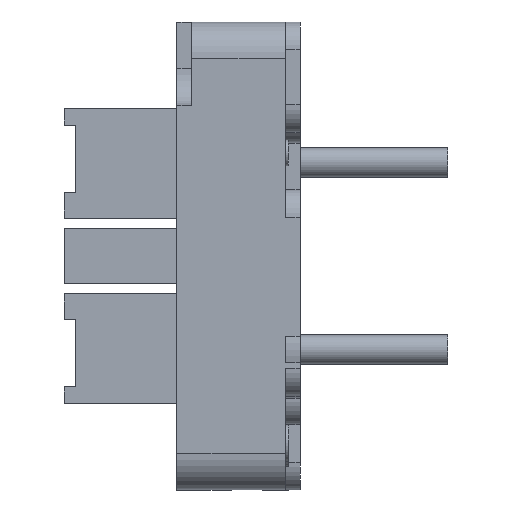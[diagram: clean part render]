
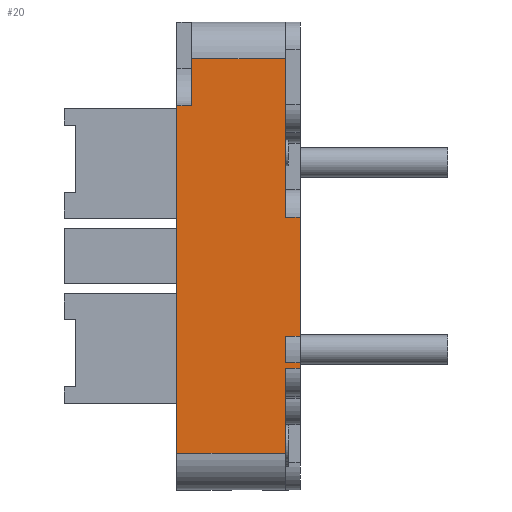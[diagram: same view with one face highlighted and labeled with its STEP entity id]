
A CAD part, left-side view. The second image highlights one B-rep face of the part: STEP entity #20.
In plain terms, the highlighted planar face has unit normal (-1, 0, 0).
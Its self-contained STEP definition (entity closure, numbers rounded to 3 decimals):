
#20 = ADVANCED_FACE ( 'NONE', ( #1446 ), #2307, .T. ) ;
#23 = CARTESIAN_POINT ( 'NONE',  ( -6.35, 0., -2.9 ) ) ;
#43 = DIRECTION ( 'NONE',  ( 0., 0., 1. ) ) ;
#73 = CARTESIAN_POINT ( 'NONE',  ( -6.35, 0.4, 5.35 ) ) ;
#75 = VERTEX_POINT ( 'NONE', #1350 ) ;
#84 = EDGE_CURVE ( 'NONE', #3606, #1457, #5578, .T. ) ;
#141 = VECTOR ( 'NONE', #3744, 1000. ) ;
#234 = CARTESIAN_POINT ( 'NONE',  ( -6.35, 4.134, -2.18 ) ) ;
#274 = ORIENTED_EDGE ( 'NONE', *, *, #84, .T. ) ;
#286 = VECTOR ( 'NONE', #684, 1000. ) ;
#316 = EDGE_CURVE ( 'NONE', #75, #2498, #3788, .T. ) ;
#322 = VERTEX_POINT ( 'NONE', #1065 ) ;
#340 = CARTESIAN_POINT ( 'NONE',  ( -6.35, 2.95, 5.35 ) ) ;
#384 = DIRECTION ( 'NONE',  ( 0., -1., 0. ) ) ;
#413 = VERTEX_POINT ( 'NONE', #4176 ) ;
#630 = LINE ( 'NONE', #5618, #4891 ) ;
#646 = ORIENTED_EDGE ( 'NONE', *, *, #5544, .F. ) ;
#648 = LINE ( 'NONE', #234, #286 ) ;
#684 = DIRECTION ( 'NONE',  ( 0., 1., 0. ) ) ;
#735 = VERTEX_POINT ( 'NONE', #1684 ) ;
#901 = VECTOR ( 'NONE', #4353, 1000. ) ;
#931 = LINE ( 'NONE', #2744, #3238 ) ;
#957 = LINE ( 'NONE', #4066, #3611 ) ;
#1051 = VECTOR ( 'NONE', #3837, 1000. ) ;
#1065 = CARTESIAN_POINT ( 'NONE',  ( -6.35, 0.4, -2.9 ) ) ;
#1112 = LINE ( 'NONE', #4755, #1051 ) ;
#1171 = CARTESIAN_POINT ( 'NONE',  ( -6.35, 0.4, 5.35 ) ) ;
#1333 = VECTOR ( 'NONE', #5145, 1000. ) ;
#1350 = CARTESIAN_POINT ( 'NONE',  ( -6.35, 0.4, -3.05 ) ) ;
#1414 = DIRECTION ( 'NONE',  ( 0., 1., 0. ) ) ;
#1422 = VECTOR ( 'NONE', #4111, 1000. ) ;
#1446 = FACE_OUTER_BOUND ( 'NONE', #2773, .T. ) ;
#1457 = VERTEX_POINT ( 'NONE', #4305 ) ;
#1471 = CARTESIAN_POINT ( 'NONE',  ( -6.35, 0.4, 1.05 ) ) ;
#1552 = ORIENTED_EDGE ( 'NONE', *, *, #5037, .F. ) ;
#1559 = CARTESIAN_POINT ( 'NONE',  ( -6.35, -17.961, -5.35 ) ) ;
#1684 = CARTESIAN_POINT ( 'NONE',  ( -6.35, 3.35, -5.35 ) ) ;
#1718 = VECTOR ( 'NONE', #1785, 1000. ) ;
#1785 = DIRECTION ( 'NONE',  ( 0., 0., 1. ) ) ;
#1815 = LINE ( 'NONE', #4469, #4398 ) ;
#1976 = DIRECTION ( 'NONE',  ( 0., 0., -1. ) ) ;
#2188 = VECTOR ( 'NONE', #1976, 1000. ) ;
#2200 = VERTEX_POINT ( 'NONE', #4172 ) ;
#2293 = VECTOR ( 'NONE', #1414, 1000. ) ;
#2307 = PLANE ( 'NONE',  #3438 ) ;
#2331 = ORIENTED_EDGE ( 'NONE', *, *, #5119, .F. ) ;
#2352 = EDGE_CURVE ( 'NONE', #4236, #2200, #648, .T. ) ;
#2397 = LINE ( 'NONE', #1559, #901 ) ;
#2443 = LINE ( 'NONE', #4282, #3671 ) ;
#2471 = CARTESIAN_POINT ( 'NONE',  ( -6.35, 0., 1.05 ) ) ;
#2498 = VERTEX_POINT ( 'NONE', #4656 ) ;
#2566 = EDGE_CURVE ( 'NONE', #413, #4663, #5849, .T. ) ;
#2744 = CARTESIAN_POINT ( 'NONE',  ( -6.35, 0., 1.8 ) ) ;
#2773 = EDGE_LOOP ( 'NONE', ( #2331, #5560, #5715, #3480, #274, #4264, #5895, #1552, #5235, #3475, #646, #3520, #5382, #5055 ) ) ;
#2804 = DIRECTION ( 'NONE',  ( 0., 1., 0. ) ) ;
#2890 = DIRECTION ( 'NONE',  ( 0., 0., 1. ) ) ;
#2893 = VERTEX_POINT ( 'NONE', #73 ) ;
#2969 = EDGE_CURVE ( 'NONE', #4752, #3771, #931, .T. ) ;
#3065 = CARTESIAN_POINT ( 'NONE',  ( -6.35, 3.35, 4.08 ) ) ;
#3238 = VECTOR ( 'NONE', #43, 1000. ) ;
#3438 = AXIS2_PLACEMENT_3D ( 'NONE', #4081, #4563, #4598 ) ;
#3468 = EDGE_CURVE ( 'NONE', #2893, #4341, #957, .T. ) ;
#3475 = ORIENTED_EDGE ( 'NONE', *, *, #4477, .F. ) ;
#3480 = ORIENTED_EDGE ( 'NONE', *, *, #3858, .T. ) ;
#3520 = ORIENTED_EDGE ( 'NONE', *, *, #316, .F. ) ;
#3606 = VERTEX_POINT ( 'NONE', #2471 ) ;
#3611 = VECTOR ( 'NONE', #2804, 1000. ) ;
#3671 = VECTOR ( 'NONE', #5665, 1000. ) ;
#3744 = DIRECTION ( 'NONE',  ( 0., 0., 1. ) ) ;
#3771 = VERTEX_POINT ( 'NONE', #23 ) ;
#3788 = LINE ( 'NONE', #4669, #1333 ) ;
#3836 = CARTESIAN_POINT ( 'NONE',  ( -6.35, 2.95, 6.35 ) ) ;
#3837 = DIRECTION ( 'NONE',  ( 0., 0., -1. ) ) ;
#3858 = EDGE_CURVE ( 'NONE', #4236, #3606, #4990, .T. ) ;
#3889 = EDGE_CURVE ( 'NONE', #75, #4752, #1815, .T. ) ;
#4066 = CARTESIAN_POINT ( 'NONE',  ( -6.35, -17.961, 5.35 ) ) ;
#4081 = CARTESIAN_POINT ( 'NONE',  ( -6.35, -17.961, 5.35 ) ) ;
#4111 = DIRECTION ( 'NONE',  ( 0., 1., 0. ) ) ;
#4172 = CARTESIAN_POINT ( 'NONE',  ( -6.35, 0.4, -2.18 ) ) ;
#4176 = CARTESIAN_POINT ( 'NONE',  ( -6.35, 2.95, 4.08 ) ) ;
#4219 = EDGE_CURVE ( 'NONE', #2200, #322, #1112, .T. ) ;
#4236 = VERTEX_POINT ( 'NONE', #5666 ) ;
#4252 = EDGE_CURVE ( 'NONE', #2893, #1457, #5720, .T. ) ;
#4264 = ORIENTED_EDGE ( 'NONE', *, *, #4252, .F. ) ;
#4282 = CARTESIAN_POINT ( 'NONE',  ( -6.35, 4.134, -2.9 ) ) ;
#4305 = CARTESIAN_POINT ( 'NONE',  ( -6.35, 0.4, 1.05 ) ) ;
#4341 = VERTEX_POINT ( 'NONE', #340 ) ;
#4353 = DIRECTION ( 'NONE',  ( 0., 1., 0. ) ) ;
#4398 = VECTOR ( 'NONE', #384, 1000. ) ;
#4469 = CARTESIAN_POINT ( 'NONE',  ( -6.35, 0., -3.05 ) ) ;
#4477 = EDGE_CURVE ( 'NONE', #735, #4663, #630, .T. ) ;
#4560 = CARTESIAN_POINT ( 'NONE',  ( -6.35, 2.95, 4.08 ) ) ;
#4563 = DIRECTION ( 'NONE',  ( -1., 0., 0. ) ) ;
#4598 = DIRECTION ( 'NONE',  ( 0., 0., 1. ) ) ;
#4656 = CARTESIAN_POINT ( 'NONE',  ( -6.35, 0.4, -5.35 ) ) ;
#4663 = VERTEX_POINT ( 'NONE', #3065 ) ;
#4669 = CARTESIAN_POINT ( 'NONE',  ( -6.35, 0.4, 5.35 ) ) ;
#4752 = VERTEX_POINT ( 'NONE', #4957 ) ;
#4755 = CARTESIAN_POINT ( 'NONE',  ( -6.35, 0.4, 5.35 ) ) ;
#4891 = VECTOR ( 'NONE', #2890, 1000. ) ;
#4956 = CARTESIAN_POINT ( 'NONE',  ( -6.35, 0., 1.8 ) ) ;
#4957 = CARTESIAN_POINT ( 'NONE',  ( -6.35, 0., -3.05 ) ) ;
#4990 = LINE ( 'NONE', #4956, #1718 ) ;
#5037 = EDGE_CURVE ( 'NONE', #413, #4341, #5603, .T. ) ;
#5055 = ORIENTED_EDGE ( 'NONE', *, *, #2969, .T. ) ;
#5119 = EDGE_CURVE ( 'NONE', #322, #3771, #2443, .T. ) ;
#5145 = DIRECTION ( 'NONE',  ( 0., 0., -1. ) ) ;
#5235 = ORIENTED_EDGE ( 'NONE', *, *, #2566, .T. ) ;
#5382 = ORIENTED_EDGE ( 'NONE', *, *, #3889, .T. ) ;
#5544 = EDGE_CURVE ( 'NONE', #2498, #735, #2397, .T. ) ;
#5560 = ORIENTED_EDGE ( 'NONE', *, *, #4219, .F. ) ;
#5578 = LINE ( 'NONE', #1471, #2293 ) ;
#5603 = LINE ( 'NONE', #3836, #141 ) ;
#5618 = CARTESIAN_POINT ( 'NONE',  ( -6.35, 3.35, 5.35 ) ) ;
#5665 = DIRECTION ( 'NONE',  ( 0., -1., 0. ) ) ;
#5666 = CARTESIAN_POINT ( 'NONE',  ( -6.35, 0., -2.18 ) ) ;
#5715 = ORIENTED_EDGE ( 'NONE', *, *, #2352, .F. ) ;
#5720 = LINE ( 'NONE', #1171, #2188 ) ;
#5849 = LINE ( 'NONE', #4560, #1422 ) ;
#5895 = ORIENTED_EDGE ( 'NONE', *, *, #3468, .T. ) ;
